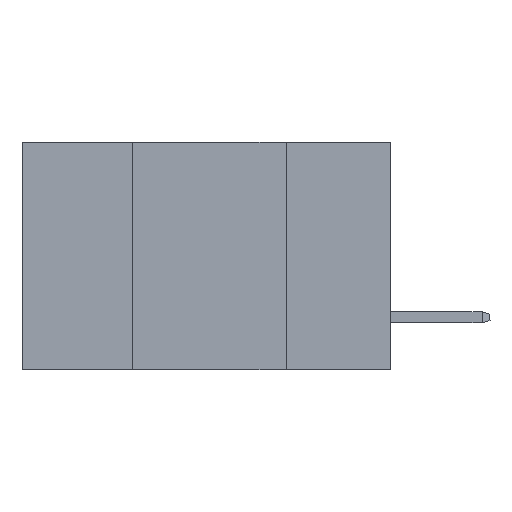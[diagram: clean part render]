
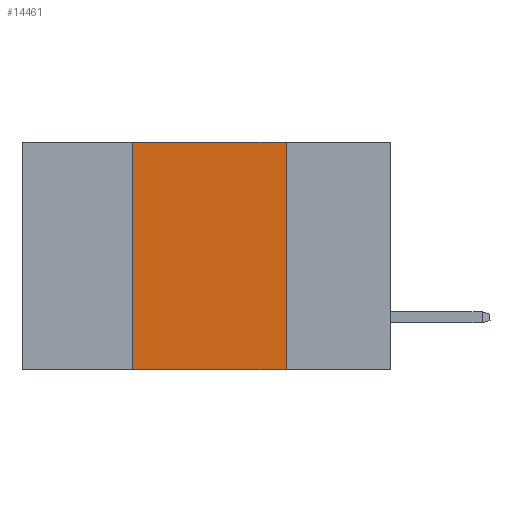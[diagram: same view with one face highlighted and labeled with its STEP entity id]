
A CAD part, left-side view. The second image highlights one B-rep face of the part: STEP entity #14461.
In plain terms, the highlighted planar face has unit normal (-1, 0, 0).
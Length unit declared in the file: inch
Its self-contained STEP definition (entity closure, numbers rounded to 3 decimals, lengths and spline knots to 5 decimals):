
#177 = CARTESIAN_POINT ( 'NONE',  ( 0., 0.17, 0. ) ) ;
#1379 = VERTEX_POINT ( 'NONE', #19629 ) ;
#1850 = DIRECTION ( 'NONE',  ( 0., 0., -1. ) ) ;
#3353 = VECTOR ( 'NONE', #11559, 39.37008 ) ;
#4298 = VECTOR ( 'NONE', #21850, 39.37008 ) ;
#4720 = EDGE_LOOP ( 'NONE', ( #20820, #22215, #7675, #14122 ) ) ;
#4961 = CARTESIAN_POINT ( 'NONE',  ( 0., 0.42, 0. ) ) ;
#7345 = VERTEX_POINT ( 'NONE', #16951 ) ;
#7557 = DIRECTION ( 'NONE',  ( 0., 0., 1. ) ) ;
#7675 = ORIENTED_EDGE ( 'NONE', *, *, #23067, .F. ) ;
#8198 = VERTEX_POINT ( 'NONE', #13641 ) ;
#9276 = CARTESIAN_POINT ( 'NONE',  ( 0., 0.6, 0. ) ) ;
#9734 = FACE_OUTER_BOUND ( 'NONE', #4720, .T. ) ;
#10008 = LINE ( 'NONE', #177, #4298 ) ;
#10222 = EDGE_CURVE ( 'NONE', #27764, #1379, #14847, .T. ) ;
#10454 = PLANE ( 'NONE',  #13046 ) ;
#11559 = DIRECTION ( 'NONE',  ( 0., -1., 0. ) ) ;
#12267 = EDGE_CURVE ( 'NONE', #8198, #7345, #22884, .T. ) ;
#13046 = AXIS2_PLACEMENT_3D ( 'NONE', #19027, #14813, #1850 ) ;
#13417 = VECTOR ( 'NONE', #7557, 39.37008 ) ;
#13641 = CARTESIAN_POINT ( 'NONE',  ( 0., 0.42, -0.37 ) ) ;
#13994 = CARTESIAN_POINT ( 'NONE',  ( 0., 0.42, 0. ) ) ;
#14122 = ORIENTED_EDGE ( 'NONE', *, *, #12267, .T. ) ;
#14461 = ADVANCED_FACE ( 'NONE', ( #9734 ), #10454, .F. ) ;
#14813 = DIRECTION ( 'NONE',  ( 1., 0., 0. ) ) ;
#14847 = LINE ( 'NONE', #9276, #3353 ) ;
#15465 = EDGE_CURVE ( 'NONE', #1379, #7345, #10008, .T. ) ;
#16951 = CARTESIAN_POINT ( 'NONE',  ( 0., 0.17, -0.37 ) ) ;
#17108 = VECTOR ( 'NONE', #23011, 39.37008 ) ;
#19027 = CARTESIAN_POINT ( 'NONE',  ( 0., 0.6, 0. ) ) ;
#19128 = LINE ( 'NONE', #13994, #13417 ) ;
#19629 = CARTESIAN_POINT ( 'NONE',  ( 0., 0.17, 0. ) ) ;
#20772 = CARTESIAN_POINT ( 'NONE',  ( 0., 0.6, -0.37 ) ) ;
#20820 = ORIENTED_EDGE ( 'NONE', *, *, #15465, .F. ) ;
#21850 = DIRECTION ( 'NONE',  ( 0., 0., -1. ) ) ;
#22215 = ORIENTED_EDGE ( 'NONE', *, *, #10222, .F. ) ;
#22884 = LINE ( 'NONE', #20772, #17108 ) ;
#23011 = DIRECTION ( 'NONE',  ( 0., -1., 0. ) ) ;
#23067 = EDGE_CURVE ( 'NONE', #8198, #27764, #19128, .T. ) ;
#27764 = VERTEX_POINT ( 'NONE', #4961 ) ;
